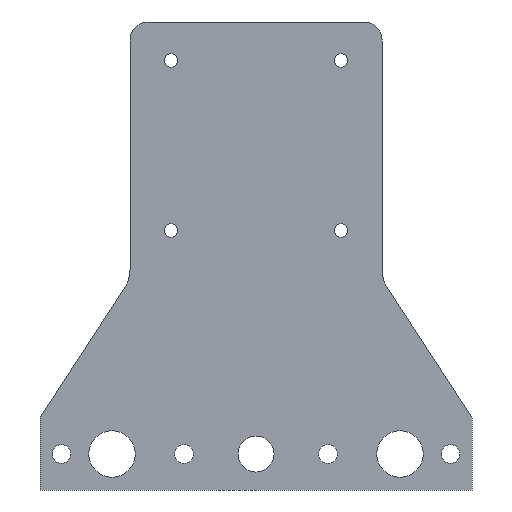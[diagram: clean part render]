
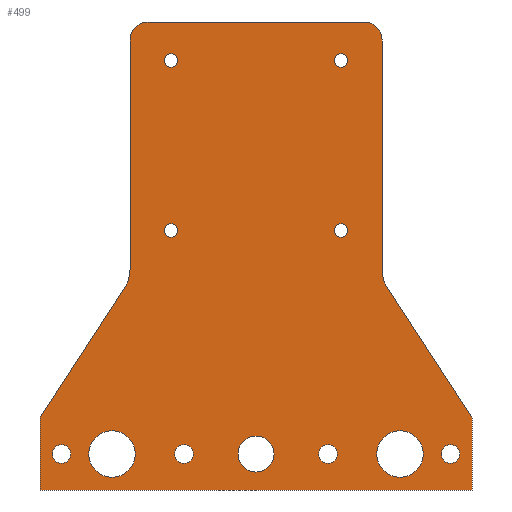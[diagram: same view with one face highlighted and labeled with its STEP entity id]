
A CAD part, front view. The second image highlights one B-rep face of the part: STEP entity #499.
In plain terms, the highlighted planar face has unit normal (0, -1, 0).
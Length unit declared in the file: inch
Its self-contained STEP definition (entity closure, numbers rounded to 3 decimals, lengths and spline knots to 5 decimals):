
#15=FACE_BOUND('',#77,.T.);
#16=FACE_BOUND('',#78,.T.);
#17=FACE_BOUND('',#79,.T.);
#18=FACE_BOUND('',#80,.T.);
#19=FACE_BOUND('',#81,.T.);
#20=FACE_BOUND('',#82,.T.);
#21=FACE_BOUND('',#83,.T.);
#22=FACE_BOUND('',#84,.T.);
#23=FACE_BOUND('',#85,.T.);
#24=FACE_BOUND('',#86,.T.);
#25=FACE_BOUND('',#87,.T.);
#38=PLANE('',#544);
#51=FACE_OUTER_BOUND('',#76,.T.);
#76=EDGE_LOOP('',(#358,#359,#360,#361,#362,#363,#364,#365,#366,#367,#368,
#369));
#77=EDGE_LOOP('',(#370));
#78=EDGE_LOOP('',(#371));
#79=EDGE_LOOP('',(#372));
#80=EDGE_LOOP('',(#373));
#81=EDGE_LOOP('',(#374));
#82=EDGE_LOOP('',(#375));
#83=EDGE_LOOP('',(#376));
#84=EDGE_LOOP('',(#377));
#85=EDGE_LOOP('',(#378));
#86=EDGE_LOOP('',(#379));
#87=EDGE_LOOP('',(#380));
#123=LINE('',#764,#162);
#126=LINE('',#770,#165);
#127=LINE('',#774,#166);
#128=LINE('',#778,#167);
#129=LINE('',#780,#168);
#130=LINE('',#782,#169);
#131=LINE('',#784,#170);
#132=LINE('',#786,#171);
#162=VECTOR('',#615,0.3937);
#165=VECTOR('',#620,0.3937);
#166=VECTOR('',#623,0.3937);
#167=VECTOR('',#626,0.3937);
#168=VECTOR('',#627,0.3937);
#169=VECTOR('',#628,0.3937);
#170=VECTOR('',#629,0.3937);
#171=VECTOR('',#630,0.3937);
#198=CIRCLE('',#536,0.06425);
#200=CIRCLE('',#539,0.06425);
#202=CIRCLE('',#542,0.125);
#203=CIRCLE('',#545,0.125);
#204=CIRCLE('',#546,0.25);
#205=CIRCLE('',#547,0.25);
#206=CIRCLE('',#548,0.04675);
#207=CIRCLE('',#549,0.04675);
#208=CIRCLE('',#550,0.04675);
#209=CIRCLE('',#551,0.06425);
#210=CIRCLE('',#552,0.1615);
#211=CIRCLE('',#553,0.1615);
#212=CIRCLE('',#554,0.04675);
#213=CIRCLE('',#555,0.06425);
#214=CIRCLE('',#556,0.125);
#228=VERTEX_POINT('',#744);
#230=VERTEX_POINT('',#750);
#233=VERTEX_POINT('',#757);
#234=VERTEX_POINT('',#759);
#235=VERTEX_POINT('',#763);
#237=VERTEX_POINT('',#769);
#238=VERTEX_POINT('',#771);
#239=VERTEX_POINT('',#773);
#240=VERTEX_POINT('',#775);
#241=VERTEX_POINT('',#777);
#242=VERTEX_POINT('',#779);
#243=VERTEX_POINT('',#781);
#244=VERTEX_POINT('',#783);
#245=VERTEX_POINT('',#785);
#246=VERTEX_POINT('',#788);
#247=VERTEX_POINT('',#790);
#248=VERTEX_POINT('',#792);
#249=VERTEX_POINT('',#794);
#250=VERTEX_POINT('',#796);
#251=VERTEX_POINT('',#798);
#252=VERTEX_POINT('',#800);
#253=VERTEX_POINT('',#802);
#254=VERTEX_POINT('',#804);
#275=EDGE_CURVE('',#228,#228,#198,.T.);
#278=EDGE_CURVE('',#230,#230,#200,.T.);
#281=EDGE_CURVE('',#233,#234,#202,.T.);
#283=EDGE_CURVE('',#234,#235,#123,.T.);
#286=EDGE_CURVE('',#233,#237,#126,.T.);
#287=EDGE_CURVE('',#238,#237,#203,.T.);
#288=EDGE_CURVE('',#239,#238,#127,.T.);
#289=EDGE_CURVE('',#239,#240,#204,.T.);
#290=EDGE_CURVE('',#241,#240,#128,.T.);
#291=EDGE_CURVE('',#241,#242,#129,.T.);
#292=EDGE_CURVE('',#242,#243,#130,.T.);
#293=EDGE_CURVE('',#243,#244,#131,.T.);
#294=EDGE_CURVE('',#244,#245,#132,.T.);
#295=EDGE_CURVE('',#245,#235,#205,.T.);
#296=EDGE_CURVE('',#246,#246,#206,.T.);
#297=EDGE_CURVE('',#247,#247,#207,.T.);
#298=EDGE_CURVE('',#248,#248,#208,.T.);
#299=EDGE_CURVE('',#249,#249,#209,.T.);
#300=EDGE_CURVE('',#250,#250,#210,.T.);
#301=EDGE_CURVE('',#251,#251,#211,.T.);
#302=EDGE_CURVE('',#252,#252,#212,.T.);
#303=EDGE_CURVE('',#253,#253,#213,.T.);
#304=EDGE_CURVE('',#254,#254,#214,.T.);
#358=ORIENTED_EDGE('',*,*,#281,.F.);
#359=ORIENTED_EDGE('',*,*,#286,.T.);
#360=ORIENTED_EDGE('',*,*,#287,.F.);
#361=ORIENTED_EDGE('',*,*,#288,.F.);
#362=ORIENTED_EDGE('',*,*,#289,.T.);
#363=ORIENTED_EDGE('',*,*,#290,.F.);
#364=ORIENTED_EDGE('',*,*,#291,.T.);
#365=ORIENTED_EDGE('',*,*,#292,.T.);
#366=ORIENTED_EDGE('',*,*,#293,.T.);
#367=ORIENTED_EDGE('',*,*,#294,.T.);
#368=ORIENTED_EDGE('',*,*,#295,.T.);
#369=ORIENTED_EDGE('',*,*,#283,.F.);
#370=ORIENTED_EDGE('',*,*,#275,.T.);
#371=ORIENTED_EDGE('',*,*,#278,.T.);
#372=ORIENTED_EDGE('',*,*,#296,.F.);
#373=ORIENTED_EDGE('',*,*,#297,.F.);
#374=ORIENTED_EDGE('',*,*,#298,.F.);
#375=ORIENTED_EDGE('',*,*,#299,.F.);
#376=ORIENTED_EDGE('',*,*,#300,.F.);
#377=ORIENTED_EDGE('',*,*,#301,.F.);
#378=ORIENTED_EDGE('',*,*,#302,.F.);
#379=ORIENTED_EDGE('',*,*,#303,.F.);
#380=ORIENTED_EDGE('',*,*,#304,.F.);
#499=ADVANCED_FACE('',(#51,#15,#16,#17,#18,#19,#20,#21,#22,#23,#24,#25),
#38,.F.);
#536=AXIS2_PLACEMENT_3D('',#746,#596,#597);
#539=AXIS2_PLACEMENT_3D('',#752,#603,#604);
#542=AXIS2_PLACEMENT_3D('',#760,#610,#611);
#544=AXIS2_PLACEMENT_3D('',#768,#618,#619);
#545=AXIS2_PLACEMENT_3D('',#772,#621,#622);
#546=AXIS2_PLACEMENT_3D('',#776,#624,#625);
#547=AXIS2_PLACEMENT_3D('',#787,#631,#632);
#548=AXIS2_PLACEMENT_3D('',#789,#633,#634);
#549=AXIS2_PLACEMENT_3D('',#791,#635,#636);
#550=AXIS2_PLACEMENT_3D('',#793,#637,#638);
#551=AXIS2_PLACEMENT_3D('',#795,#639,#640);
#552=AXIS2_PLACEMENT_3D('',#797,#641,#642);
#553=AXIS2_PLACEMENT_3D('',#799,#643,#644);
#554=AXIS2_PLACEMENT_3D('',#801,#645,#646);
#555=AXIS2_PLACEMENT_3D('',#803,#647,#648);
#556=AXIS2_PLACEMENT_3D('',#805,#649,#650);
#596=DIRECTION('center_axis',(0.,1.,0.));
#597=DIRECTION('ref_axis',(-1.,0.,0.));
#603=DIRECTION('center_axis',(0.,1.,0.));
#604=DIRECTION('ref_axis',(-1.,0.,0.));
#610=DIRECTION('center_axis',(0.,1.,0.));
#611=DIRECTION('ref_axis',(0.707,0.,0.707));
#615=DIRECTION('',(0.,0.,-1.));
#618=DIRECTION('center_axis',(0.,1.,0.));
#619=DIRECTION('ref_axis',(1.,0.,0.));
#620=DIRECTION('',(-1.,0.,0.));
#621=DIRECTION('center_axis',(0.,1.,0.));
#622=DIRECTION('ref_axis',(-0.707,0.,0.707));
#623=DIRECTION('',(0.,0.,1.));
#624=DIRECTION('center_axis',(0.,1.,0.));
#625=DIRECTION('ref_axis',(1.,0.,0.));
#626=DIRECTION('',(0.546,0.,0.838));
#627=DIRECTION('',(0.,0.,-1.));
#628=DIRECTION('',(1.,0.,0.));
#629=DIRECTION('',(0.,0.,1.));
#630=DIRECTION('',(-0.546,0.,0.838));
#631=DIRECTION('center_axis',(0.,1.,0.));
#632=DIRECTION('ref_axis',(-0.838,0.,-0.546));
#633=DIRECTION('center_axis',(0.,-1.,0.));
#634=DIRECTION('ref_axis',(1.,0.,0.));
#635=DIRECTION('center_axis',(0.,-1.,0.));
#636=DIRECTION('ref_axis',(1.,0.,0.));
#637=DIRECTION('center_axis',(0.,-1.,0.));
#638=DIRECTION('ref_axis',(1.,0.,0.));
#639=DIRECTION('center_axis',(0.,-1.,0.));
#640=DIRECTION('ref_axis',(1.,0.,0.));
#641=DIRECTION('center_axis',(0.,-1.,0.));
#642=DIRECTION('ref_axis',(1.,0.,0.));
#643=DIRECTION('center_axis',(0.,-1.,0.));
#644=DIRECTION('ref_axis',(1.,0.,0.));
#645=DIRECTION('center_axis',(0.,-1.,0.));
#646=DIRECTION('ref_axis',(1.,0.,0.));
#647=DIRECTION('center_axis',(0.,-1.,0.));
#648=DIRECTION('ref_axis',(1.,0.,0.));
#649=DIRECTION('center_axis',(0.,-1.,0.));
#650=DIRECTION('ref_axis',(1.,0.,0.));
#744=CARTESIAN_POINT('',(-1.28575,0.,0.));
#746=CARTESIAN_POINT('Origin',(-1.35,0.,0.));
#750=CARTESIAN_POINT('',(1.41425,0.,0.));
#752=CARTESIAN_POINT('Origin',(1.35,0.,0.));
#757=CARTESIAN_POINT('',(0.75,0.,3.));
#759=CARTESIAN_POINT('',(0.875,0.,2.875));
#760=CARTESIAN_POINT('Origin',(0.75,0.,2.875));
#763=CARTESIAN_POINT('',(0.875,0.,1.28421));
#764=CARTESIAN_POINT('',(0.875,0.,3.));
#768=CARTESIAN_POINT('Origin',(0.,0.,1.375));
#769=CARTESIAN_POINT('',(-0.75,0.,3.));
#770=CARTESIAN_POINT('',(0.,0.,3.));
#771=CARTESIAN_POINT('',(-0.875,0.,2.875));
#772=CARTESIAN_POINT('Origin',(-0.75,0.,2.875));
#773=CARTESIAN_POINT('',(-0.875,0.,1.28421));
#774=CARTESIAN_POINT('',(-0.875,0.,1.28421));
#775=CARTESIAN_POINT('',(-0.91549,0.,1.14781));
#776=CARTESIAN_POINT('Origin',(-1.125,0.,1.28421));
#777=CARTESIAN_POINT('',(-1.5,0.,0.25));
#778=CARTESIAN_POINT('',(-1.5,0.,0.25));
#779=CARTESIAN_POINT('',(-1.5,0.,-0.25));
#780=CARTESIAN_POINT('',(-1.5,0.,0.25));
#781=CARTESIAN_POINT('',(1.5,0.,-0.25));
#782=CARTESIAN_POINT('',(-1.5,0.,-0.25));
#783=CARTESIAN_POINT('',(1.5,0.,0.25));
#784=CARTESIAN_POINT('',(1.5,0.,-0.25));
#785=CARTESIAN_POINT('',(0.91549,0.,1.14781));
#786=CARTESIAN_POINT('',(1.5,0.,0.25));
#787=CARTESIAN_POINT('Origin',(1.125,0.,1.28421));
#788=CARTESIAN_POINT('',(-0.6373,0.,1.55155));
#789=CARTESIAN_POINT('Origin',(-0.59055,0.,1.55155));
#790=CARTESIAN_POINT('',(0.5438,0.,2.73266));
#791=CARTESIAN_POINT('Origin',(0.59055,0.,2.73266));
#792=CARTESIAN_POINT('',(-0.6373,0.,2.73266));
#793=CARTESIAN_POINT('Origin',(-0.59055,0.,2.73266));
#794=CARTESIAN_POINT('',(0.43575,0.,0.));
#795=CARTESIAN_POINT('Origin',(0.5,0.,0.));
#796=CARTESIAN_POINT('',(-1.1615,0.,0.));
#797=CARTESIAN_POINT('Origin',(-1.,0.,0.));
#798=CARTESIAN_POINT('',(0.8385,0.,0.));
#799=CARTESIAN_POINT('Origin',(1.,0.,0.));
#800=CARTESIAN_POINT('',(0.5438,0.,1.55155));
#801=CARTESIAN_POINT('Origin',(0.59055,0.,1.55155));
#802=CARTESIAN_POINT('',(-0.56425,0.,0.));
#803=CARTESIAN_POINT('Origin',(-0.5,0.,0.));
#804=CARTESIAN_POINT('',(-0.125,0.,0.));
#805=CARTESIAN_POINT('Origin',(0.,0.,0.));
